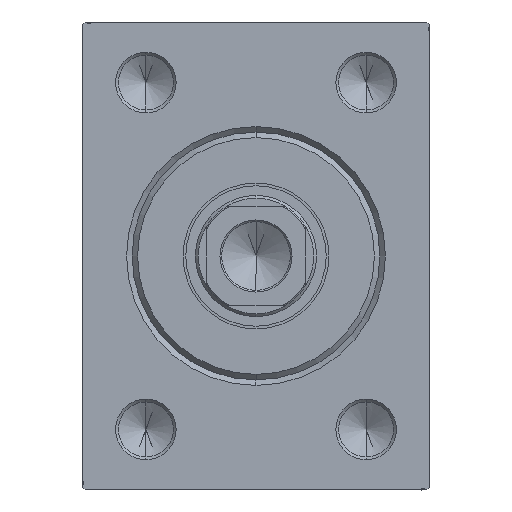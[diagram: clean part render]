
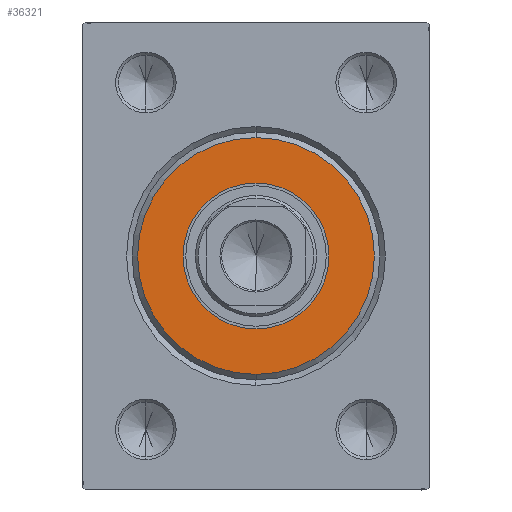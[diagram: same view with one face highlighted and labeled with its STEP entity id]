
A CAD part, left-side view. The second image highlights one B-rep face of the part: STEP entity #36321.
In plain terms, the highlighted face is planar.
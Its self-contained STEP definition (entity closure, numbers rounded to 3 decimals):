
#84 = CARTESIAN_POINT ( 'NONE',  ( 3., 0., 0. ) ) ;
#436 = ORIENTED_EDGE ( 'NONE', *, *, #1264, .T. ) ;
#1146 = CIRCLE ( 'NONE', #12786, 13.25 ) ;
#1264 = EDGE_CURVE ( 'NONE', #24828, #42203, #16292, .T. ) ;
#4231 = CIRCLE ( 'NONE', #15869, 21.5 ) ;
#4422 = DIRECTION ( 'NONE',  ( 0., 0., -1. ) ) ;
#6906 = DIRECTION ( 'NONE',  ( 0., 0., -1. ) ) ;
#7389 = EDGE_CURVE ( 'NONE', #35476, #9482, #1146, .T. ) ;
#7607 = CARTESIAN_POINT ( 'NONE',  ( 3., 0., 0. ) ) ;
#9482 = VERTEX_POINT ( 'NONE', #42400 ) ;
#9880 = ORIENTED_EDGE ( 'NONE', *, *, #30380, .F. ) ;
#10245 = CARTESIAN_POINT ( 'NONE',  ( 3., 0., 21.5 ) ) ;
#11535 = PLANE ( 'NONE',  #39112 ) ;
#12786 = AXIS2_PLACEMENT_3D ( 'NONE', #84, #17130, #6906 ) ;
#13077 = DIRECTION ( 'NONE',  ( 1., 0., 0. ) ) ;
#13904 = AXIS2_PLACEMENT_3D ( 'NONE', #22982, #16168, #36875 ) ;
#14944 = CARTESIAN_POINT ( 'NONE',  ( 3., 0., 0. ) ) ;
#15371 = CIRCLE ( 'NONE', #13904, 13.25 ) ;
#15869 = AXIS2_PLACEMENT_3D ( 'NONE', #44249, #13077, #40841 ) ;
#16168 = DIRECTION ( 'NONE',  ( 1., 0., 0. ) ) ;
#16292 = CIRCLE ( 'NONE', #38797, 21.5 ) ;
#17130 = DIRECTION ( 'NONE',  ( 1., 0., 0. ) ) ;
#18178 = EDGE_CURVE ( 'NONE', #42203, #24828, #4231, .T. ) ;
#19928 = CARTESIAN_POINT ( 'NONE',  ( 3., 0., -13.25 ) ) ;
#22982 = CARTESIAN_POINT ( 'NONE',  ( 3., 0., 0. ) ) ;
#24828 = VERTEX_POINT ( 'NONE', #27584 ) ;
#25117 = DIRECTION ( 'NONE',  ( 1., 0., 0. ) ) ;
#25415 = FACE_BOUND ( 'NONE', #31295, .T. ) ;
#25636 = FACE_OUTER_BOUND ( 'NONE', #33697, .T. ) ;
#27584 = CARTESIAN_POINT ( 'NONE',  ( 3., 0., -21.5 ) ) ;
#27641 = ORIENTED_EDGE ( 'NONE', *, *, #18178, .T. ) ;
#30380 = EDGE_CURVE ( 'NONE', #9482, #35476, #15371, .T. ) ;
#31295 = EDGE_LOOP ( 'NONE', ( #41357, #9880 ) ) ;
#33697 = EDGE_LOOP ( 'NONE', ( #27641, #436 ) ) ;
#35476 = VERTEX_POINT ( 'NONE', #19928 ) ;
#36321 = ADVANCED_FACE ( 'NONE', ( #25636, #25415 ), #11535, .T. ) ;
#36563 = DIRECTION ( 'NONE',  ( 0., 0., -1. ) ) ;
#36875 = DIRECTION ( 'NONE',  ( 0., 0., -1. ) ) ;
#38797 = AXIS2_PLACEMENT_3D ( 'NONE', #7607, #25117, #4422 ) ;
#39112 = AXIS2_PLACEMENT_3D ( 'NONE', #14944, #39977, #36563 ) ;
#39977 = DIRECTION ( 'NONE',  ( 1., 0., 0. ) ) ;
#40841 = DIRECTION ( 'NONE',  ( 0., 0., -1. ) ) ;
#41357 = ORIENTED_EDGE ( 'NONE', *, *, #7389, .F. ) ;
#42203 = VERTEX_POINT ( 'NONE', #10245 ) ;
#42400 = CARTESIAN_POINT ( 'NONE',  ( 3., 0., 13.25 ) ) ;
#44249 = CARTESIAN_POINT ( 'NONE',  ( 3., 0., 0. ) ) ;
